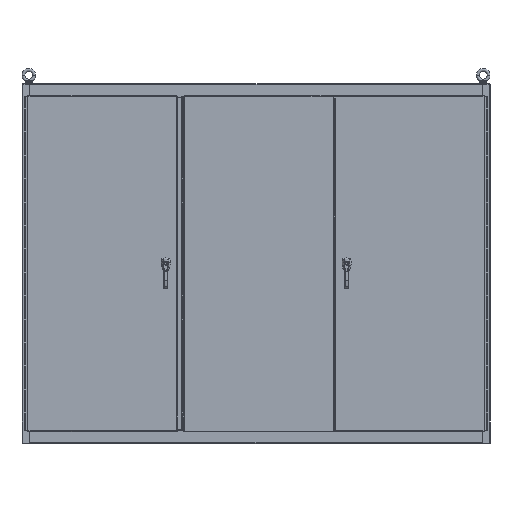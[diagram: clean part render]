
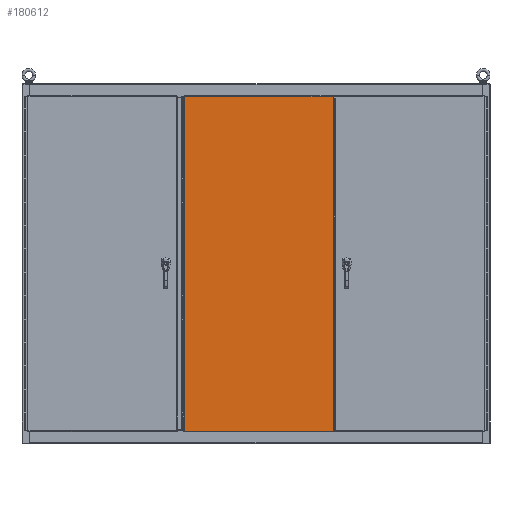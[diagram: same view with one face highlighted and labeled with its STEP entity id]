
A CAD part, front view. The second image highlights one B-rep face of the part: STEP entity #180612.
In plain terms, the highlighted planar face has unit normal (0, -1, 0).
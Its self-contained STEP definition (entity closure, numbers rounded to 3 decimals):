
#80 = VERTEX_POINT ( 'NONE', #3992 ) ;
#152 = CARTESIAN_POINT ( 'NONE',  ( -17.065, -21.287, 40.003 ) ) ;
#1630 = VERTEX_POINT ( 'NONE', #157536 ) ;
#2334 = VECTOR ( 'NONE', #55390, 39.37 ) ;
#2977 = LINE ( 'NONE', #3911, #11490 ) ;
#3911 = CARTESIAN_POINT ( 'NONE',  ( 18.44, -21.287, -40.003 ) ) ;
#3992 = CARTESIAN_POINT ( 'NONE',  ( 18.44, -21.287, -40.003 ) ) ;
#5885 = CARTESIAN_POINT ( 'NONE',  ( 18.44, -21.287, -39.629 ) ) ;
#9410 = DIRECTION ( 'NONE',  ( -1., 0., 0. ) ) ;
#11490 = VECTOR ( 'NONE', #147031, 39.37 ) ;
#14131 = VECTOR ( 'NONE', #159940, 39.37 ) ;
#16819 = VERTEX_POINT ( 'NONE', #5885 ) ;
#30044 = ORIENTED_EDGE ( 'NONE', *, *, #43406, .F. ) ;
#36822 = VECTOR ( 'NONE', #55988, 39.37 ) ;
#42517 = DIRECTION ( 'NONE',  ( 0., 1., 0. ) ) ;
#43406 = EDGE_CURVE ( 'NONE', #80, #1630, #166650, .T. ) ;
#44493 = CARTESIAN_POINT ( 'NONE',  ( -17.065, -21.287, 40.003 ) ) ;
#47861 = EDGE_CURVE ( 'NONE', #1630, #65245, #157160, .T. ) ;
#48746 = EDGE_CURVE ( 'NONE', #16819, #80, #2977, .T. ) ;
#55390 = DIRECTION ( 'NONE',  ( 1., 0., 0. ) ) ;
#55988 = DIRECTION ( 'NONE',  ( 0., 0., -1. ) ) ;
#59180 = CARTESIAN_POINT ( 'NONE',  ( -17.065, -21.287, 40.003 ) ) ;
#61652 = VERTEX_POINT ( 'NONE', #76754 ) ;
#65245 = VERTEX_POINT ( 'NONE', #44493 ) ;
#66326 = ORIENTED_EDGE ( 'NONE', *, *, #69325, .F. ) ;
#69325 = EDGE_CURVE ( 'NONE', #130416, #61652, #147990, .T. ) ;
#76754 = CARTESIAN_POINT ( 'NONE',  ( 18.44, -21.287, 39.628 ) ) ;
#79090 = LINE ( 'NONE', #154147, #178417 ) ;
#83496 = DIRECTION ( 'NONE',  ( 0., 0., -1. ) ) ;
#85836 = FACE_OUTER_BOUND ( 'NONE', #147729, .T. ) ;
#91469 = ORIENTED_EDGE ( 'NONE', *, *, #167189, .F. ) ;
#95095 = CARTESIAN_POINT ( 'NONE',  ( 18.44, -21.287, -40.003 ) ) ;
#98570 = ORIENTED_EDGE ( 'NONE', *, *, #48746, .F. ) ;
#98721 = LINE ( 'NONE', #125132, #2334 ) ;
#100897 = PLANE ( 'NONE',  #175595 ) ;
#111894 = EDGE_CURVE ( 'NONE', #61652, #16819, #79090, .T. ) ;
#124285 = VECTOR ( 'NONE', #9410, 39.37 ) ;
#124838 = ORIENTED_EDGE ( 'NONE', *, *, #111894, .F. ) ;
#125132 = CARTESIAN_POINT ( 'NONE',  ( -17.065, -21.287, 40.003 ) ) ;
#130416 = VERTEX_POINT ( 'NONE', #137472 ) ;
#137472 = CARTESIAN_POINT ( 'NONE',  ( 18.44, -21.287, 40.003 ) ) ;
#147031 = DIRECTION ( 'NONE',  ( 0., 0., -1. ) ) ;
#147729 = EDGE_LOOP ( 'NONE', ( #98570, #124838, #66326, #91469, #169508, #30044 ) ) ;
#147990 = LINE ( 'NONE', #162072, #36822 ) ;
#154147 = CARTESIAN_POINT ( 'NONE',  ( 18.44, -21.287, 40.003 ) ) ;
#157160 = LINE ( 'NONE', #59180, #14131 ) ;
#157392 = DIRECTION ( 'NONE',  ( 0., 0., 1. ) ) ;
#157536 = CARTESIAN_POINT ( 'NONE',  ( -17.065, -21.287, -40.003 ) ) ;
#159940 = DIRECTION ( 'NONE',  ( 0., 0., 1. ) ) ;
#162072 = CARTESIAN_POINT ( 'NONE',  ( 18.44, -21.287, -40.003 ) ) ;
#166650 = LINE ( 'NONE', #95095, #124285 ) ;
#167189 = EDGE_CURVE ( 'NONE', #65245, #130416, #98721, .T. ) ;
#169508 = ORIENTED_EDGE ( 'NONE', *, *, #47861, .F. ) ;
#175595 = AXIS2_PLACEMENT_3D ( 'NONE', #152, #42517, #157392 ) ;
#178417 = VECTOR ( 'NONE', #83496, 39.37 ) ;
#180612 = ADVANCED_FACE ( 'NONE', ( #85836 ), #100897, .F. ) ;
